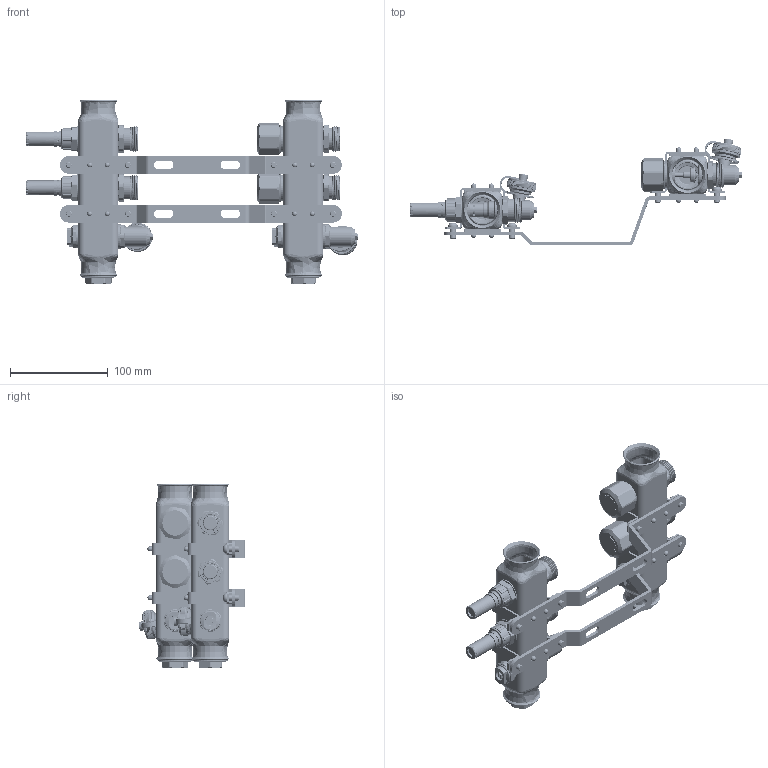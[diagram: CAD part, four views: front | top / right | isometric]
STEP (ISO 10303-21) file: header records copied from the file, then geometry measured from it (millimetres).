
FILE_DESCRIPTION (( 'STEP AP214' ), '1' );
FILE_NAME ('SSM-2RF.STEP', '2023-11-11T17:27:30', ( '' ), ( '' ), 'SwSTEP 2.0', 'SolidWorks 2018', '' );
FILE_SCHEMA (( 'AUTOMOTIVE_DESIGN' ));
Length unit declared in the file: millimetre
Products named in the file (51): 概郋郪蚾3; 媼芛簽; O____7x1.5.STEP; 3100-15-04______.STEP; 粟銅概郋蚾饜极; 囀鞠褒諉芛; 蚾饜极す砎々; 霜講數肣媼芛; 覦僅裔; 肣菁啣; 縐遠; 祥凄詩裝赽; 霜講數諉芛; 砎蝶菁啣; 盓殤砎々18潔擒; 齬ァ概; 黑簽; 齬ァ概肣璃; 3100-15-01____.STEP; 裝赽; 3100-15-02____.STEP; 18X2; 粟銅杶; 3100-15-05____.STEP; O____10x2.5.STEP; 18X2.5; 粟銅釱; 3100-15-03____.STEP; 齬ァ概呿蹋芛; 齬ァ概羲壽; W3100-15邿阨概; 354.002.00__________.STEP; ѹñ; M6X12蹟佪; 326.200.00__________24.2x2.STEP; 7.6x1.9; W3100-15邿阨概.STEP; O____16x1.9.STEP; 懦伎鬥忒謫; O____22x2.STEP ...
Assembly tree (69 placements, depth 5):
  SSM-2RF
    概郋郪蚾3
      3H
      粟銅概郋蚾饜极  x2
        媼芛簽
        ѹñ
        祥凄詩裝赽
        粟銅杶
        肣菁啣
        砎蝶菁啣
        7.6x1.9
        18X2.5
      囀鞠褒諉芛  x2
      懦伎鬥忒謫  x2
      黑簽
      W3100-15邿阨概
        W3100-15邿阨概.STEP
          3100-15-01____.STEP
          3100-15-02____.STEP
          3100-15-03____.STEP
          3100-15-04______.STEP
          O____10x2.5.STEP
          O____13x1.5.STEP
          O____7x1.5.STEP
          O____22x2.STEP
          3100-15-05____.STEP
          326.200.00__________24.2x2.STEP
          O____16x1.9.STEP  x2
          354.002.00__________.STEP
      齬ァ概
        齬ァ概肣璃
        齬ァ概呿蹋芛
        齬ァ概羲壽
        18X2
    霜講數郪蚾3
      霜講數諉芛  x2
      霜講數蚾饜极  x2
        呿蹋羲壽
        裝赽
        粟銅釱
        粟銅
        覦僅杶
        霜講數躇猾菜
        覦僅裔
        18X2
        霜講數肣媼芛
      3H
      W3100-15邿阨概
        W3100-15邿阨概.STEP
          3100-15-01____.STEP
          3100-15-02____.STEP
          3100-15-03____.STEP
          3100-15-04______.STEP
          O____10x2.5.STEP
          O____13x1.5.STEP
          O____7x1.5.STEP
          O____22x2.STEP
          3100-15-05____.STEP
          326.200.00__________24.2x2.STEP
          O____16x1.9.STEP  x2
Bounding box: 340.1 x 109.39 x 188.6 mm (x, y, z)
Volume: 293695.9 mm3; surface area: 309715 mm2
Topology: 102 solids, 102 shells, 4578 faces, 11648 edges, 7448 vertices
Faces by surface type: cylinder 1870, plane 1500, cone 676, torus 324, bspline 208
Entity records: 126181 total; most frequent: CARTESIAN_POINT 74728, ORIENTED_EDGE 10584, DIRECTION 10013, EDGE_CURVE 5292, AXIS2_PLACEMENT_3D 4049, VERTEX_POINT 3384, EDGE_LOOP 2278, FACE_OUTER_BOUND 2074
